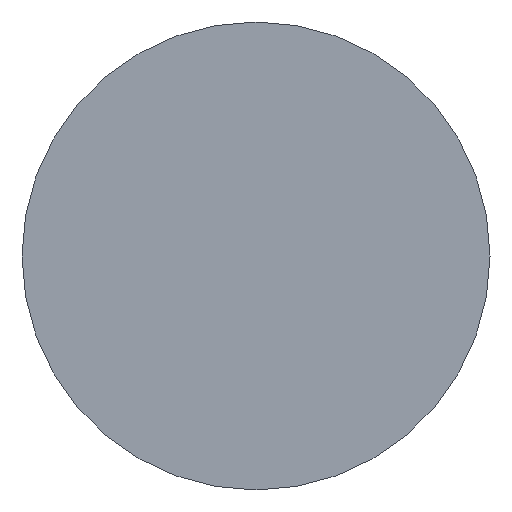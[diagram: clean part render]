
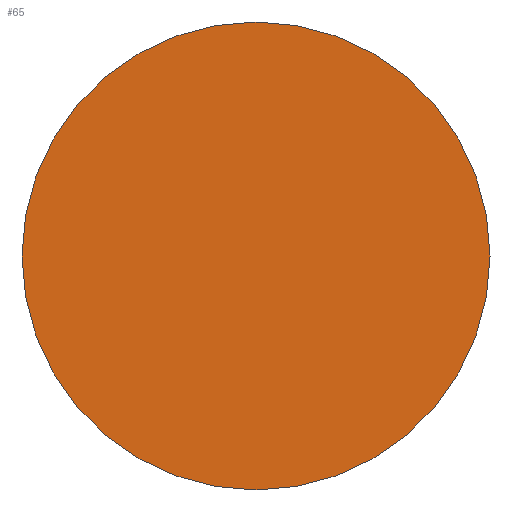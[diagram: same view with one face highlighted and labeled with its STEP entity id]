
A CAD part, top view. The second image highlights one B-rep face of the part: STEP entity #65.
In plain terms, the highlighted planar face has unit normal (0, 0, 1).
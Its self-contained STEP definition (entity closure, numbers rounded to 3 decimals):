
#41=EDGE_CURVE('',#45,#51,#88,.T.);
#45=VERTEX_POINT('',#92);
#47=EDGE_CURVE('',#51,#45,#94,.T.);
#51=VERTEX_POINT('',#98);
#65=ADVANCED_FACE('',(#114),#115,.T.);
#88=CIRCLE('',#129,8.0);
#92=CARTESIAN_POINT('',(16.0,8.0,0.0));
#94=CIRCLE('',#137,8.0);
#98=CARTESIAN_POINT('',(0.,8.,0.0));
#114=FACE_OUTER_BOUND('',#159,.T.);
#115=PLANE('',#160);
#129=AXIS2_PLACEMENT_3D('',#174,#175,#176);
#137=AXIS2_PLACEMENT_3D('',#180,#181,#182);
#159=EDGE_LOOP('',(#203,#204));
#160=AXIS2_PLACEMENT_3D('',#205,#206,#207);
#174=CARTESIAN_POINT('',(8.0,8.0,0.0));
#175=DIRECTION('',(0.0,0.0,1.0));
#176=DIRECTION('',(1.0,0.,0.0));
#180=CARTESIAN_POINT('',(8.0,8.0,0.0));
#181=DIRECTION('',(0.0,0.0,1.0));
#182=DIRECTION('',(1.0,0.,0.0));
#203=ORIENTED_EDGE('',*,*,#47,.T.);
#204=ORIENTED_EDGE('',*,*,#41,.T.);
#205=CARTESIAN_POINT('',(8.0,8.0,0.0));
#206=DIRECTION('',(0.0,0.0,1.0));
#207=DIRECTION('',(1.0,0.0,0.0));
